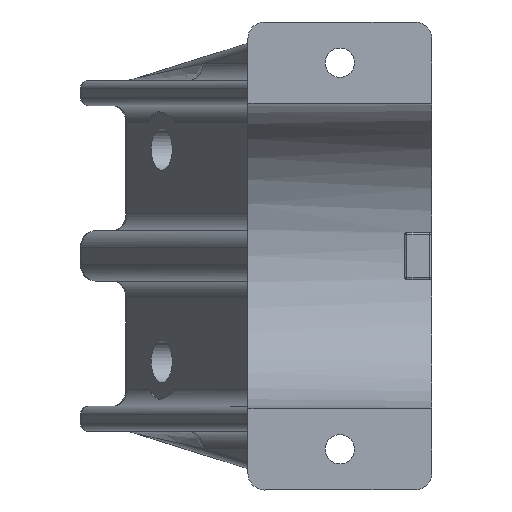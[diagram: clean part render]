
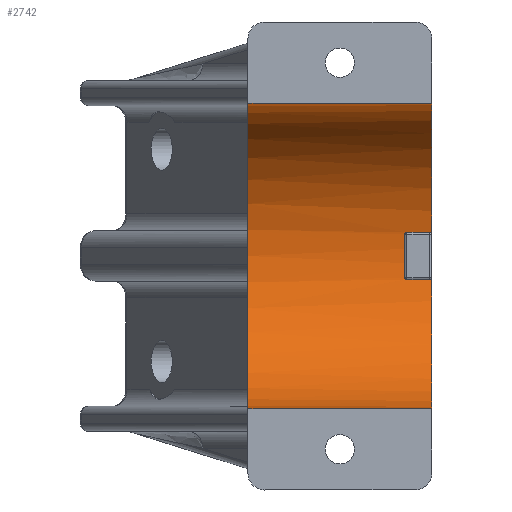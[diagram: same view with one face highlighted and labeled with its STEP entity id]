
A CAD part, left-side view. The second image highlights one B-rep face of the part: STEP entity #2742.
In plain terms, the highlighted cylindrical face has radius 18.25 mm (diameter 36.5 mm), a partial arc.
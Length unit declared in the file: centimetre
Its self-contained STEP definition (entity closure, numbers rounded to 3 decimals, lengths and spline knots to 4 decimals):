
#132=B_SPLINE_CURVE_WITH_KNOTS('',3,(#3887,#3888,#3889,#3890,#3891,#3892,
#3893,#3894,#3895,#3896),.UNSPECIFIED.,.F.,.F.,(4,2,2,2,4),(0.0757,
0.0851,0.0945,0.1041,0.1136),
 .UNSPECIFIED.);
#133=B_SPLINE_CURVE_WITH_KNOTS('',3,(#3913,#3914,#3915,#3916,#3917,#3918,
#3919,#3920,#3921,#3922),.UNSPECIFIED.,.F.,.F.,(4,2,2,2,4),(-0.0379,
-0.0284,-0.0189,-0.0094,0.),
 .UNSPECIFIED.);
#134=B_SPLINE_CURVE_WITH_KNOTS('',3,(#3928,#3929,#3930,#3931,#3932,#3933,
#3934,#3935,#3936,#3937),.UNSPECIFIED.,.F.,.F.,(4,2,2,2,4),(0.,0.0094,
0.0189,0.0284,0.0379),.UNSPECIFIED.);
#135=B_SPLINE_CURVE_WITH_KNOTS('',3,(#3955,#3956,#3957,#3958,#3959,#3960,
#3961,#3962,#3963,#3964),.UNSPECIFIED.,.F.,.F.,(4,2,2,2,4),(0.0378,
0.0474,0.0569,0.0663,0.0757),
 .UNSPECIFIED.);
#182=LINE('',#3951,#371);
#194=LINE('',#3995,#383);
#293=LINE('',#4766,#482);
#360=LINE('',#5517,#549);
#371=VECTOR('',#3110,1.);
#383=VECTOR('',#3144,1.);
#482=VECTOR('',#3609,1.);
#549=VECTOR('',#3872,1.);
#624=CYLINDRICAL_SURFACE('',#3057,1.825);
#793=FACE_OUTER_BOUND('',#980,.T.);
#980=EDGE_LOOP('',(#2542,#2543,#2544,#2545,#2546,#2547,#2548,#2549,#2550,
#2551,#2552,#2553));
#984=CIRCLE('',#2751,1.825);
#994=CIRCLE('',#2773,1.825);
#995=CIRCLE('',#2774,1.825);
#1087=CIRCLE('',#2956,1.825);
#1130=VERTEX_POINT('',#3884);
#1131=VERTEX_POINT('',#3886);
#1133=VERTEX_POINT('',#3901);
#1136=VERTEX_POINT('',#3911);
#1137=VERTEX_POINT('',#3926);
#1138=VERTEX_POINT('',#3927);
#1142=VERTEX_POINT('',#3953);
#1143=VERTEX_POINT('',#3954);
#1147=VERTEX_POINT('',#3981);
#1152=VERTEX_POINT('',#3991);
#1296=VERTEX_POINT('',#4757);
#1297=VERTEX_POINT('',#4759);
#1367=EDGE_CURVE('',#1130,#1131,#132,.F.);
#1371=EDGE_CURVE('',#1130,#1133,#984,.T.);
#1376=EDGE_CURVE('',#1136,#1133,#133,.F.);
#1378=EDGE_CURVE('',#1137,#1138,#134,.F.);
#1386=EDGE_CURVE('',#1136,#1138,#182,.T.);
#1387=EDGE_CURVE('',#1142,#1143,#135,.F.);
#1397=EDGE_CURVE('',#1143,#1147,#994,.T.);
#1403=EDGE_CURVE('',#1152,#1137,#995,.T.);
#1404=EDGE_CURVE('',#1142,#1131,#194,.T.);
#1628=EDGE_CURVE('',#1296,#1297,#1087,.T.);
#1632=EDGE_CURVE('',#1296,#1147,#293,.T.);
#1759=EDGE_CURVE('',#1152,#1297,#360,.T.);
#2542=ORIENTED_EDGE('',*,*,#1386,.T.);
#2543=ORIENTED_EDGE('',*,*,#1378,.F.);
#2544=ORIENTED_EDGE('',*,*,#1403,.F.);
#2545=ORIENTED_EDGE('',*,*,#1759,.T.);
#2546=ORIENTED_EDGE('',*,*,#1628,.F.);
#2547=ORIENTED_EDGE('',*,*,#1632,.T.);
#2548=ORIENTED_EDGE('',*,*,#1397,.F.);
#2549=ORIENTED_EDGE('',*,*,#1387,.F.);
#2550=ORIENTED_EDGE('',*,*,#1404,.T.);
#2551=ORIENTED_EDGE('',*,*,#1367,.F.);
#2552=ORIENTED_EDGE('',*,*,#1371,.T.);
#2553=ORIENTED_EDGE('',*,*,#1376,.F.);
#2742=ADVANCED_FACE('',(#793),#624,.F.);
#2751=AXIS2_PLACEMENT_3D('',#3903,#3076,#3077);
#2773=AXIS2_PLACEMENT_3D('',#3982,#3133,#3134);
#2774=AXIS2_PLACEMENT_3D('',#3993,#3140,#3141);
#2956=AXIS2_PLACEMENT_3D('',#4760,#3601,#3602);
#3057=AXIS2_PLACEMENT_3D('',#5518,#3873,#3874);
#3076=DIRECTION('center_axis',(0.,-1.,
0.));
#3077=DIRECTION('ref_axis',(-1.,0.,0.));
#3110=DIRECTION('',(0.,-1.,0.));
#3133=DIRECTION('center_axis',(0.,1.,
0.));
#3134=DIRECTION('ref_axis',(-1.,0.,0.));
#3140=DIRECTION('center_axis',(0.,1.,
0.));
#3141=DIRECTION('ref_axis',(-1.,0.,0.));
#3144=DIRECTION('',(0.,1.,0.));
#3601=DIRECTION('center_axis',(0.,-1.,
0.));
#3602=DIRECTION('ref_axis',(-1.,0.,0.));
#3609=DIRECTION('',(0.,-1.,0.));
#3872=DIRECTION('',(0.,1.,0.));
#3873=DIRECTION('center_axis',(0.,-1.,
0.));
#3874=DIRECTION('ref_axis',(-1.,0.,0.));
#3884=CARTESIAN_POINT('',(-1.5895,77.7187,-0.2726));
#3886=CARTESIAN_POINT('',(-1.5932,77.6937,-0.2976));
#3887=CARTESIAN_POINT('Ctrl Pts',(-1.5932,77.6937,-0.2976));
#3888=CARTESIAN_POINT('Ctrl Pts',(-1.5932,77.6968,-0.2976));
#3889=CARTESIAN_POINT('Ctrl Pts',(-1.5931,77.7002,-0.2969));
#3890=CARTESIAN_POINT('Ctrl Pts',(-1.5927,77.7063,-0.2944));
#3891=CARTESIAN_POINT('Ctrl Pts',(-1.5924,77.7091,-0.2925));
#3892=CARTESIAN_POINT('Ctrl Pts',(-1.5917,77.7136,-0.2881));
#3893=CARTESIAN_POINT('Ctrl Pts',(-1.5913,77.7155,-0.2852));
#3894=CARTESIAN_POINT('Ctrl Pts',(-1.5904,77.7181,-0.2791));
#3895=CARTESIAN_POINT('Ctrl Pts',(-1.5899,77.7187,-0.2757));
#3896=CARTESIAN_POINT('Ctrl Pts',(-1.5895,77.7187,-0.2726));
#3901=CARTESIAN_POINT('',(-1.5895,77.7187,0.2424));
#3903=CARTESIAN_POINT('Origin',(-3.3962,77.7187,-0.0151));
#3911=CARTESIAN_POINT('',(-1.5932,77.6937,0.2674));
#3913=CARTESIAN_POINT('Ctrl Pts',(-1.5895,77.7187,0.2424));
#3914=CARTESIAN_POINT('Ctrl Pts',(-1.5899,77.7187,0.2456));
#3915=CARTESIAN_POINT('Ctrl Pts',(-1.5904,77.7181,0.2489));
#3916=CARTESIAN_POINT('Ctrl Pts',(-1.5913,77.7155,0.2551));
#3917=CARTESIAN_POINT('Ctrl Pts',(-1.5917,77.7136,0.2579));
#3918=CARTESIAN_POINT('Ctrl Pts',(-1.5924,77.7092,0.2623));
#3919=CARTESIAN_POINT('Ctrl Pts',(-1.5927,77.7064,0.2642));
#3920=CARTESIAN_POINT('Ctrl Pts',(-1.5931,77.7002,0.2668));
#3921=CARTESIAN_POINT('Ctrl Pts',(-1.5932,77.6968,0.2674));
#3922=CARTESIAN_POINT('Ctrl Pts',(-1.5932,77.6937,0.2674));
#3926=CARTESIAN_POINT('',(-1.5895,77.3937,0.2424));
#3927=CARTESIAN_POINT('',(-1.5932,77.4187,0.2674));
#3928=CARTESIAN_POINT('Ctrl Pts',(-1.5932,77.4187,0.2674));
#3929=CARTESIAN_POINT('Ctrl Pts',(-1.5932,77.4156,0.2674));
#3930=CARTESIAN_POINT('Ctrl Pts',(-1.5931,77.4122,0.2668));
#3931=CARTESIAN_POINT('Ctrl Pts',(-1.5927,77.406,0.2642));
#3932=CARTESIAN_POINT('Ctrl Pts',(-1.5924,77.4032,0.2623));
#3933=CARTESIAN_POINT('Ctrl Pts',(-1.5917,77.3988,0.2579));
#3934=CARTESIAN_POINT('Ctrl Pts',(-1.5913,77.3969,0.2551));
#3935=CARTESIAN_POINT('Ctrl Pts',(-1.5904,77.3943,0.2489));
#3936=CARTESIAN_POINT('Ctrl Pts',(-1.5899,77.3937,0.2456));
#3937=CARTESIAN_POINT('Ctrl Pts',(-1.5895,77.3937,0.2424));
#3951=CARTESIAN_POINT('',(-1.5932,78.4937,0.2674));
#3953=CARTESIAN_POINT('',(-1.5932,77.4187,-0.2976));
#3954=CARTESIAN_POINT('',(-1.5895,77.3937,-0.2726));
#3955=CARTESIAN_POINT('Ctrl Pts',(-1.5895,77.3937,-0.2726));
#3956=CARTESIAN_POINT('Ctrl Pts',(-1.5899,77.3937,-0.2757));
#3957=CARTESIAN_POINT('Ctrl Pts',(-1.5904,77.3943,-0.2791));
#3958=CARTESIAN_POINT('Ctrl Pts',(-1.5913,77.3969,-0.2852));
#3959=CARTESIAN_POINT('Ctrl Pts',(-1.5917,77.3988,-0.2881));
#3960=CARTESIAN_POINT('Ctrl Pts',(-1.5924,77.4033,-0.2925));
#3961=CARTESIAN_POINT('Ctrl Pts',(-1.5927,77.4061,-0.2944));
#3962=CARTESIAN_POINT('Ctrl Pts',(-1.5931,77.4122,-0.2969));
#3963=CARTESIAN_POINT('Ctrl Pts',(-1.5932,77.4156,-0.2976));
#3964=CARTESIAN_POINT('Ctrl Pts',(-1.5932,77.4187,-0.2976));
#3981=CARTESIAN_POINT('',(-3.3962,77.3937,-1.8401));
#3982=CARTESIAN_POINT('Origin',(-3.3962,77.3937,-0.0151));
#3991=CARTESIAN_POINT('',(-3.3962,77.3937,1.8099));
#3993=CARTESIAN_POINT('Origin',(-3.3962,77.3937,-0.0151));
#3995=CARTESIAN_POINT('',(-1.5932,78.4937,-0.2976));
#4757=CARTESIAN_POINT('',(-3.3962,79.5937,-1.8401));
#4759=CARTESIAN_POINT('',(-3.3962,79.5937,1.8099));
#4760=CARTESIAN_POINT('Origin',(-3.3962,79.5937,-0.0151));
#4766=CARTESIAN_POINT('',(-3.3962,78.4937,-1.8401));
#5517=CARTESIAN_POINT('',(-3.3962,78.4937,1.8099));
#5518=CARTESIAN_POINT('Origin',(-3.3962,78.4937,-0.0151));
